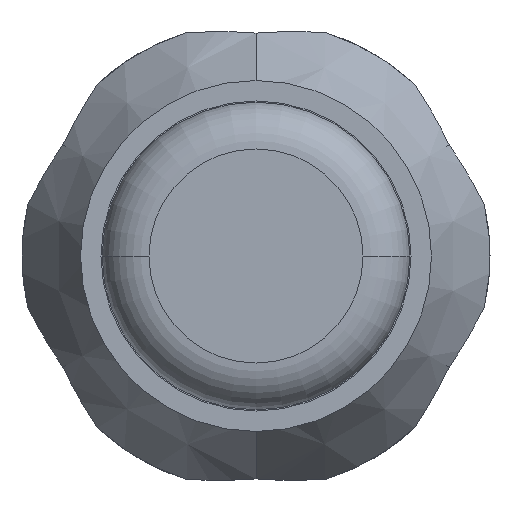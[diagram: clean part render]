
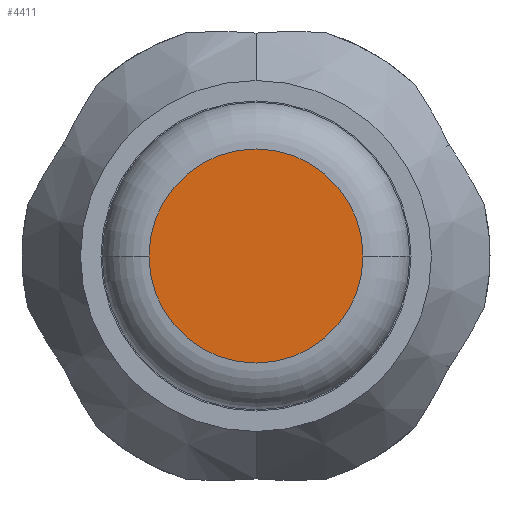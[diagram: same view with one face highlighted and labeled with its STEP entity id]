
A CAD part, front view. The second image highlights one B-rep face of the part: STEP entity #4411.
In plain terms, the highlighted planar face has unit normal (0, -1, 0).
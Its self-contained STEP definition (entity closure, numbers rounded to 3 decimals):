
#111 = VERTEX_POINT ( 'NONE', #3036 ) ;
#184 = PLANE ( 'NONE',  #4632 ) ;
#219 = DIRECTION ( 'NONE',  ( 0., 1., 0. ) ) ;
#535 = EDGE_LOOP ( 'NONE', ( #1951, #2850 ) ) ;
#711 = CARTESIAN_POINT ( 'NONE',  ( 0., 0., 0. ) ) ;
#874 = CARTESIAN_POINT ( 'NONE',  ( 0.915, 0., 0. ) ) ;
#1311 = EDGE_CURVE ( 'Defeature ausgef�hrt1_6+Defeature ausgef�hrt1_7+Defeature ausgef�hrt1_7+Defeature ausgef�hrt1_7', #2064, #111, #2209, .T. ) ;
#1317 = DIRECTION ( 'NONE',  ( 0., -1., 0. ) ) ;
#1875 = AXIS2_PLACEMENT_3D ( 'NONE', #2555, #1317, #3309 ) ;
#1951 = ORIENTED_EDGE ( 'NONE', *, *, #3164, .T. ) ;
#2064 = VERTEX_POINT ( 'NONE', #874 ) ;
#2209 = CIRCLE ( 'NONE', #4832, 0.915 ) ;
#2302 = DIRECTION ( 'NONE',  ( -1., 0., 0. ) ) ;
#2555 = CARTESIAN_POINT ( 'NONE',  ( 0., 0., 0. ) ) ;
#2801 = FACE_OUTER_BOUND ( 'NONE', #535, .T. ) ;
#2850 = ORIENTED_EDGE ( 'NONE', *, *, #1311, .T. ) ;
#3011 = CARTESIAN_POINT ( 'NONE',  ( 0., 0., 0. ) ) ;
#3036 = CARTESIAN_POINT ( 'NONE',  ( -0.915, 0., 0. ) ) ;
#3164 = EDGE_CURVE ( 'Defeature ausgef�hrt1_6+Defeature ausgef�hrt1_7+Defeature ausgef�hrt1_7+Defeature ausgef�hrt1_7', #111, #2064, #3213, .T. ) ;
#3213 = CIRCLE ( 'NONE', #1875, 0.915 ) ;
#3309 = DIRECTION ( 'NONE',  ( -1., 0., 0. ) ) ;
#3442 = DIRECTION ( 'NONE',  ( 0., -1., 0. ) ) ;
#4411 = ADVANCED_FACE ( 'Defeature ausgef�hrt1_6', ( #2801 ), #184, .F. ) ;
#4525 = DIRECTION ( 'NONE',  ( -1., 0., 0. ) ) ;
#4632 = AXIS2_PLACEMENT_3D ( 'NONE', #3011, #219, #4525 ) ;
#4832 = AXIS2_PLACEMENT_3D ( 'NONE', #711, #3442, #2302 ) ;
